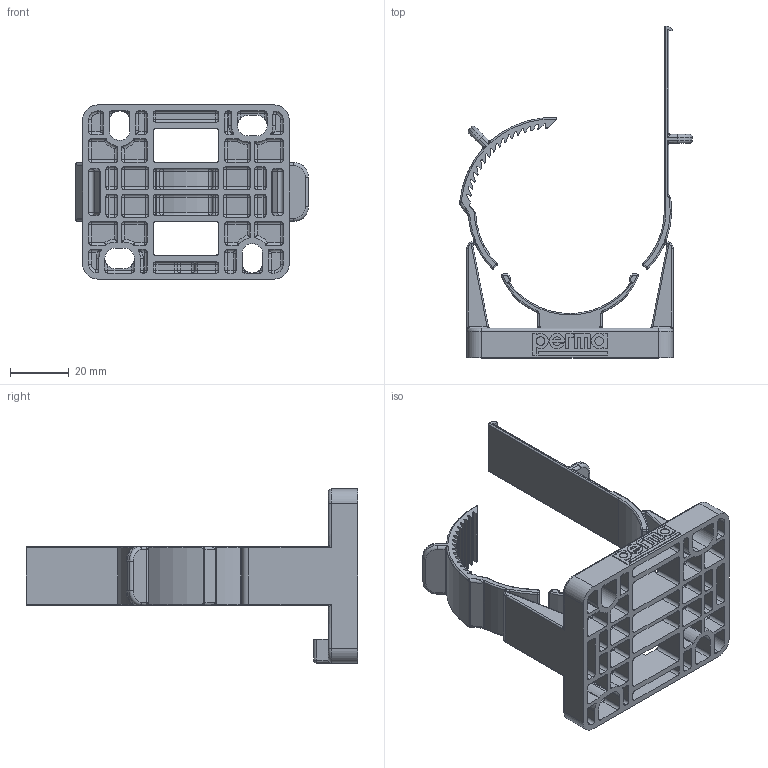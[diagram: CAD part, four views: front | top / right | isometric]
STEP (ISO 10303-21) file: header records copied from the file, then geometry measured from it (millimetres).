
FILE_DESCRIPTION((''),'2;1');
FILE_NAME('Universal_Cip_Rev_A.stp','2014-01-14T08:42:52',('002180'),(''),'Autodesk Inventor 2013','Autodesk Inventor 2013','');
FILE_SCHEMA(('AUTOMOTIVE_DESIGN { 1 0 10303 214 1 1 1 1 }'));
Length unit declared in the file: millimetre
Products named in the file (1): anhsc01a
Bounding box: 78.92 x 112.5 x 59.6 mm (x, y, z)
Volume: 33939.3 mm3; surface area: 33258.9 mm2
Topology: 1 solids, 1 shells, 1201 faces, 2971 edges, 1636 vertices
Faces by surface type: cylinder 536, plane 349, sphere 136, torus 120, bspline 60
Full cylindrical faces by diameter (mm): 2.927 x4
Entity records: 36371 total; most frequent: CARTESIAN_POINT 8705, DIRECTION 6149, ORIENTED_EDGE 5570, EDGE_CURVE 2785, AXIS2_PLACEMENT_3D 2366, VERTEX_POINT 1636, VECTOR 1417, LINE 1417
